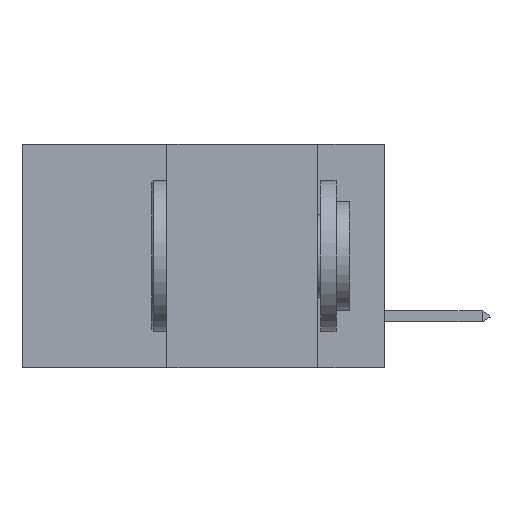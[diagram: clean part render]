
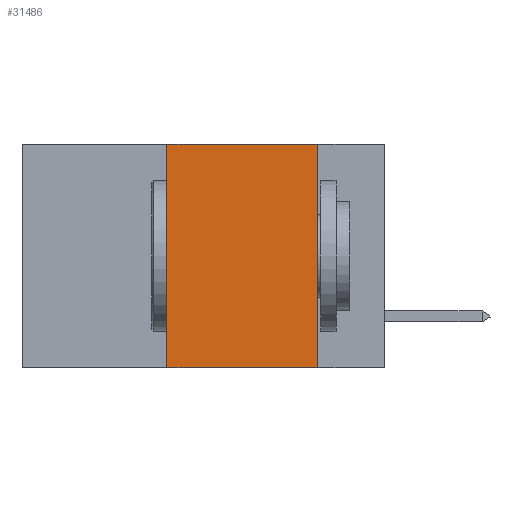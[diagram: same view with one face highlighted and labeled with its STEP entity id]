
A CAD part, left-side view. The second image highlights one B-rep face of the part: STEP entity #31486.
In plain terms, the highlighted planar face has unit normal (-1, 0, 0).
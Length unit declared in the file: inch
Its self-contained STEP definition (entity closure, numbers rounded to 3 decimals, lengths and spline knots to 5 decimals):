
#1054 = VERTEX_POINT ( 'NONE', #19325 ) ;
#2160 = EDGE_CURVE ( 'NONE', #13903, #2460, #7105, .T. ) ;
#2460 = VERTEX_POINT ( 'NONE', #21053 ) ;
#3207 = EDGE_CURVE ( 'NONE', #2460, #35515, #12904, .T. ) ;
#3485 = ORIENTED_EDGE ( 'NONE', *, *, #2160, .F. ) ;
#4737 = LINE ( 'NONE', #26117, #23275 ) ;
#4752 = CARTESIAN_POINT ( 'NONE',  ( 0., 0.11, 0. ) ) ;
#5224 = VECTOR ( 'NONE', #24817, 39.37008 ) ;
#7105 = LINE ( 'NONE', #12197, #11634 ) ;
#11140 = LINE ( 'NONE', #14415, #27471 ) ;
#11421 = CARTESIAN_POINT ( 'NONE',  ( 0., 0.6, 0. ) ) ;
#11634 = VECTOR ( 'NONE', #12323, 39.37008 ) ;
#12197 = CARTESIAN_POINT ( 'NONE',  ( 0., 0.36, 0. ) ) ;
#12323 = DIRECTION ( 'NONE',  ( 0., 0., 1. ) ) ;
#12904 = LINE ( 'NONE', #34559, #5224 ) ;
#13903 = VERTEX_POINT ( 'NONE', #15360 ) ;
#14415 = CARTESIAN_POINT ( 'NONE',  ( 0., 0.11, 0. ) ) ;
#15360 = CARTESIAN_POINT ( 'NONE',  ( 0., 0.36, -0.37 ) ) ;
#16887 = EDGE_LOOP ( 'NONE', ( #37023, #21398, #3485, #22685 ) ) ;
#17220 = DIRECTION ( 'NONE',  ( 1., 0., 0. ) ) ;
#19325 = CARTESIAN_POINT ( 'NONE',  ( 0., 0.11, -0.37 ) ) ;
#20404 = DIRECTION ( 'NONE',  ( 0., -1., 0. ) ) ;
#21053 = CARTESIAN_POINT ( 'NONE',  ( 0., 0.36, 0. ) ) ;
#21398 = ORIENTED_EDGE ( 'NONE', *, *, #3207, .F. ) ;
#22159 = EDGE_CURVE ( 'NONE', #13903, #1054, #4737, .T. ) ;
#22685 = ORIENTED_EDGE ( 'NONE', *, *, #22159, .T. ) ;
#23275 = VECTOR ( 'NONE', #20404, 39.37008 ) ;
#23288 = DIRECTION ( 'NONE',  ( 0., 0., -1. ) ) ;
#24817 = DIRECTION ( 'NONE',  ( 0., -1., 0. ) ) ;
#25940 = AXIS2_PLACEMENT_3D ( 'NONE', #11421, #17220, #37440 ) ;
#26117 = CARTESIAN_POINT ( 'NONE',  ( 0., 0.6, -0.37 ) ) ;
#26534 = EDGE_CURVE ( 'NONE', #35515, #1054, #11140, .T. ) ;
#27471 = VECTOR ( 'NONE', #23288, 39.37008 ) ;
#31486 = ADVANCED_FACE ( 'NONE', ( #32028 ), #37312, .F. ) ;
#32028 = FACE_OUTER_BOUND ( 'NONE', #16887, .T. ) ;
#34559 = CARTESIAN_POINT ( 'NONE',  ( 0., 0.6, 0. ) ) ;
#35515 = VERTEX_POINT ( 'NONE', #4752 ) ;
#37023 = ORIENTED_EDGE ( 'NONE', *, *, #26534, .F. ) ;
#37312 = PLANE ( 'NONE',  #25940 ) ;
#37440 = DIRECTION ( 'NONE',  ( 0., 0., -1. ) ) ;
